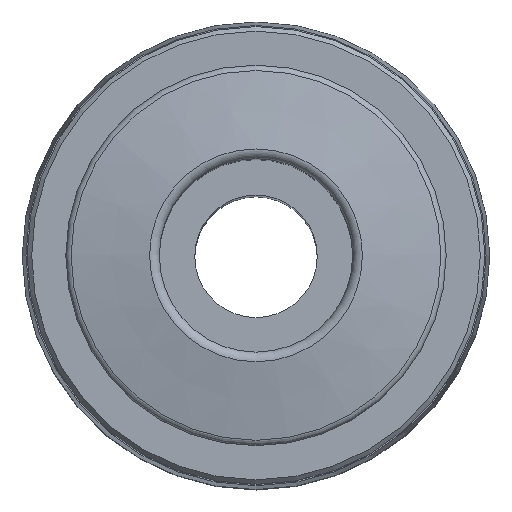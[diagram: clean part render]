
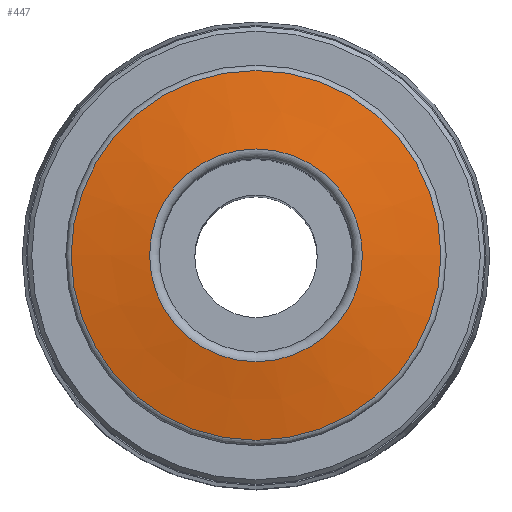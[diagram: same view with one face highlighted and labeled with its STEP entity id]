
A CAD part, top view. The second image highlights one B-rep face of the part: STEP entity #447.
In plain terms, the highlighted conical face has half-angle 80 degrees and reference radius 5.735 mm.
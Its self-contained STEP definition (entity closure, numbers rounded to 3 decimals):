
#38=ORIENTED_EDGE('',*,*,#88,.T.);
#39=ORIENTED_EDGE('',*,*,#89,.F.);
#88=EDGE_CURVE('',#113,#113,#138,.T.);
#89=EDGE_CURVE('',#114,#114,#139,.T.);
#113=VERTEX_POINT('',#632);
#114=VERTEX_POINT('',#634);
#138=CIRCLE('',#478,3.3);
#139=CIRCLE('',#479,5.735);
#163=EDGE_LOOP('',(#38));
#164=EDGE_LOOP('',(#39));
#213=FACE_BOUND('',#163,.T.);
#214=FACE_BOUND('',#164,.T.);
#263=CONICAL_SURFACE('',#477,5.735,1.396);
#447=ADVANCED_FACE('',(#213,#214),#263,.T.);
#477=AXIS2_PLACEMENT_3D('',#630,#529,#530);
#478=AXIS2_PLACEMENT_3D('',#631,#531,#532);
#479=AXIS2_PLACEMENT_3D('',#633,#533,#534);
#529=DIRECTION('',(0.,0.,-1.));
#530=DIRECTION('',(-1.,0.,0.));
#531=DIRECTION('',(0.,0.,-1.));
#532=DIRECTION('',(-1.,0.,0.));
#533=DIRECTION('',(0.,0.,-1.));
#534=DIRECTION('',(-1.,0.,0.));
#630=CARTESIAN_POINT('',(0.,0.,48.371));
#631=CARTESIAN_POINT('',(0.,0.,48.8));
#632=CARTESIAN_POINT('',(-3.3,0.,48.8));
#633=CARTESIAN_POINT('',(0.,0.,48.371));
#634=CARTESIAN_POINT('',(-5.735,0.,48.371));
